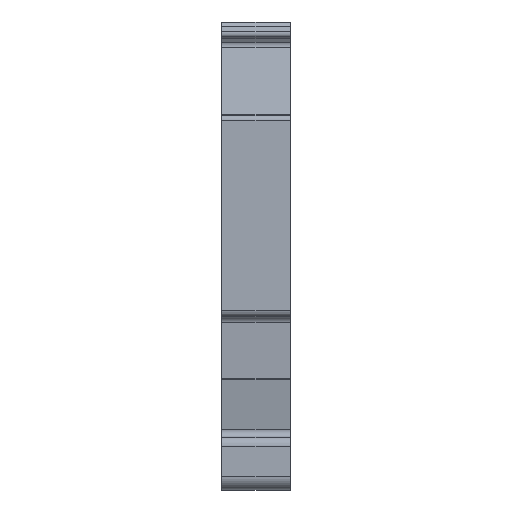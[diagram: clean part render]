
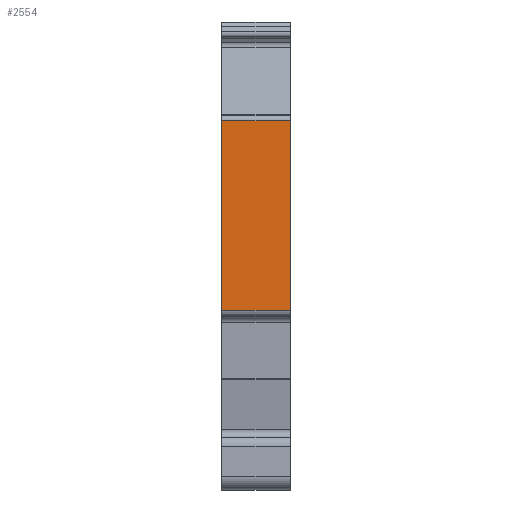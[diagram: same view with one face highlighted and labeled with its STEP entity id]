
A CAD part, left-side view. The second image highlights one B-rep face of the part: STEP entity #2554.
In plain terms, the highlighted planar face has unit normal (-1, 0, 0).
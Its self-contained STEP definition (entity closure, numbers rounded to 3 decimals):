
#270=DIRECTION('',(0.,0.,1.));
#271=VECTOR('',#270,14.343);
#272=CARTESIAN_POINT('',(-24.4,0.,-4.775));
#273=LINE('',#272,#271);
#738=DIRECTION('',(0.,1.,0.));
#739=VECTOR('',#738,5.15);
#740=CARTESIAN_POINT('',(-24.4,-5.15,-4.775));
#741=LINE('',#740,#739);
#742=DIRECTION('',(0.,0.,1.));
#743=VECTOR('',#742,14.343);
#744=CARTESIAN_POINT('',(-24.4,-5.15,-4.775));
#745=LINE('',#744,#743);
#746=DIRECTION('',(0.,-1.,0.));
#747=VECTOR('',#746,5.15);
#748=CARTESIAN_POINT('',(-24.4,0.,9.568));
#749=LINE('',#748,#747);
#1681=CARTESIAN_POINT('',(-24.4,0.,-4.775));
#1682=CARTESIAN_POINT('',(-24.4,0.,9.568));
#1683=VERTEX_POINT('',#1681);
#1684=VERTEX_POINT('',#1682);
#1685=CARTESIAN_POINT('',(-24.4,-5.15,-4.775));
#1686=VERTEX_POINT('',#1685);
#1687=CARTESIAN_POINT('',(-24.4,-5.15,9.568));
#1688=VERTEX_POINT('',#1687);
#2542=CARTESIAN_POINT('',(-24.4,-5.15,-5.825));
#2543=DIRECTION('',(-1.,0.,0.));
#2544=DIRECTION('',(0.,0.,1.));
#2545=AXIS2_PLACEMENT_3D('',#2542,#2543,#2544);
#2546=PLANE('',#2545);
#2547=ORIENTED_EDGE('',*,*,#2124,.T.);
#2549=ORIENTED_EDGE('',*,*,#2548,.T.);
#2550=ORIENTED_EDGE('',*,*,#2286,.F.);
#2551=ORIENTED_EDGE('',*,*,#2537,.T.);
#2552=EDGE_LOOP('',(#2547,#2549,#2550,#2551));
#2553=FACE_OUTER_BOUND('',#2552,.F.);
#2124=EDGE_CURVE('',#1683,#1684,#273,.T.);
#2286=EDGE_CURVE('',#1686,#1688,#745,.T.);
#2537=EDGE_CURVE('',#1686,#1683,#741,.T.);
#2548=EDGE_CURVE('',#1684,#1688,#749,.T.);
#2554=ADVANCED_FACE('',(#2553),#2546,.T.);
